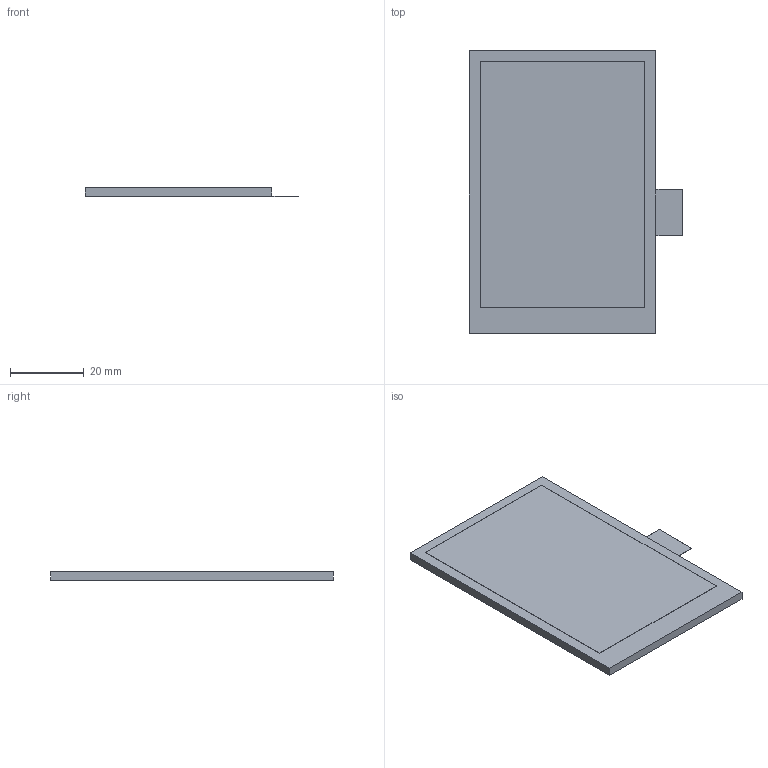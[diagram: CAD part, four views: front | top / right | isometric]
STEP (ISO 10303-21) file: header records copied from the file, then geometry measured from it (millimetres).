
FILE_DESCRIPTION(('FreeCAD Model'),'2;1');
FILE_NAME('Open CASCADE Shape Model','2025-12-11T12:27:00',(''),(''), 'Open CASCADE STEP processor 7.8','FreeCAD','Unknown');
FILE_SCHEMA(('AUTOMOTIVE_DESIGN { 1 0 10303 214 1 1 1 1 }'));
Length unit declared in the file: millimetre
Products named in the file (3): TD_T320T2G2399; LCDHousingBody; LCDScreenBody
Assembly tree (2 placements, depth 2):
  TD_T320T2G2399
    LCDHousingBody
    LCDScreenBody
Bounding box: 57.94 x 76.7 x 2.58 mm (x, y, z)
Volume: 9438.6 mm3; surface area: 14559 mm2
Topology: 3 solids, 3 shells, 18 faces, 38 edges, 26 vertices
Faces by surface type: plane 18
Entity records: 552 total; most frequent: CARTESIAN_POINT 85, DIRECTION 80, ORIENTED_EDGE 76, EDGE_CURVE 38, LINE 38, VECTOR 38, VERTEX_POINT 26, AXIS2_PLACEMENT_3D 21
